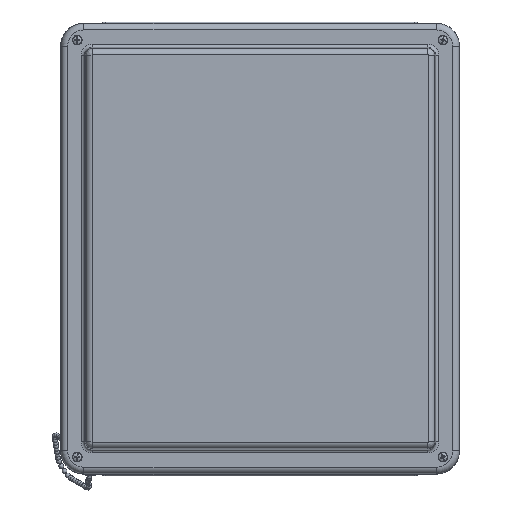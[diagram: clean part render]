
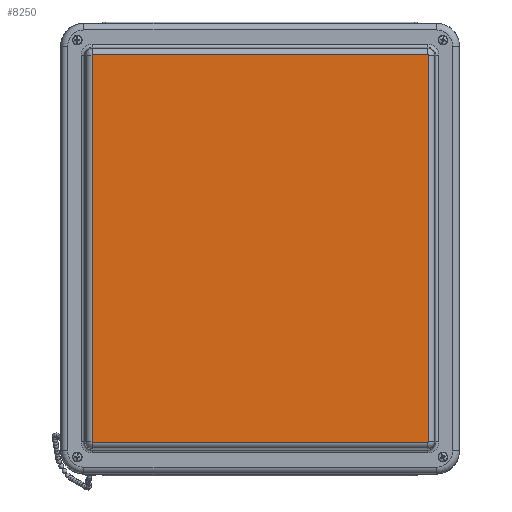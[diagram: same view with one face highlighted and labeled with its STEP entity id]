
A CAD part, top view. The second image highlights one B-rep face of the part: STEP entity #8250.
In plain terms, the highlighted planar face has unit normal (0, 0, 1).
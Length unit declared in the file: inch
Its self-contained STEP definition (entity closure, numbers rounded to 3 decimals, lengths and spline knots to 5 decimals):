
#665=LINE($,#15325,#1057);
#668=LINE($,#15332,#1060);
#669=LINE($,#15365,#1061);
#672=LINE($,#15372,#1064);
#1057=VECTOR($,#11234,14.945);
#1060=VECTOR($,#11241,12.96687);
#1061=VECTOR($,#11258,12.96687);
#1064=VECTOR($,#11265,14.945);
#1296=PLANE($,#9222);
#2148=FACE_OUTER_BOUND($,#2794,.T.);
#2794=EDGE_LOOP($,(#6867,#6868,#6869,#6870,#6871,#6872,#6873,#6874));
#3515=CIRCLE($,#9197,0.00892);
#3521=CIRCLE($,#9205,0.00892);
#3525=CIRCLE($,#9209,0.00892);
#3529=CIRCLE($,#9215,0.00892);
#4164=VERTEX_POINT($,#15314);
#4165=VERTEX_POINT($,#15316);
#4168=VERTEX_POINT($,#15323);
#4169=VERTEX_POINT($,#15328);
#4172=VERTEX_POINT($,#15343);
#4173=VERTEX_POINT($,#15356);
#4176=VERTEX_POINT($,#15363);
#4177=VERTEX_POINT($,#15368);
#5132=EDGE_CURVE($,#4164,#4165,#3515,.T.);
#5136=EDGE_CURVE($,#4168,#4164,#665,.T.);
#5140=EDGE_CURVE($,#4165,#4169,#668,.T.);
#5142=EDGE_CURVE($,#4172,#4168,#3521,.T.);
#5146=EDGE_CURVE($,#4169,#4173,#3525,.T.);
#5148=EDGE_CURVE($,#4176,#4172,#669,.T.);
#5152=EDGE_CURVE($,#4173,#4177,#672,.T.);
#5154=EDGE_CURVE($,#4177,#4176,#3529,.T.);
#6867=ORIENTED_EDGE($,*,*,#5132,.F.);
#6868=ORIENTED_EDGE($,*,*,#5136,.F.);
#6869=ORIENTED_EDGE($,*,*,#5142,.F.);
#6870=ORIENTED_EDGE($,*,*,#5148,.F.);
#6871=ORIENTED_EDGE($,*,*,#5154,.F.);
#6872=ORIENTED_EDGE($,*,*,#5152,.F.);
#6873=ORIENTED_EDGE($,*,*,#5146,.F.);
#6874=ORIENTED_EDGE($,*,*,#5140,.F.);
#8250=ADVANCED_FACE($,(#2148),#1296,.T.);
#9197=AXIS2_PLACEMENT_3D($,#15317,#11224,#11225);
#9205=AXIS2_PLACEMENT_3D($,#15345,#11244,#11245);
#9209=AXIS2_PLACEMENT_3D($,#15360,#11252,#11253);
#9215=AXIS2_PLACEMENT_3D($,#15383,#11268,#11269);
#9222=AXIS2_PLACEMENT_3D($,#15402,#11289,#11290);
#11224=DIRECTION('center_axis',(0.,0.,-1.));
#11225=DIRECTION('ref_axis',(0.707,-0.707,0.));
#11234=DIRECTION($,(0.,-1.,0.));
#11241=DIRECTION($,(-1.,0.,0.));
#11244=DIRECTION('center_axis',(0.,0.,-1.));
#11245=DIRECTION('ref_axis',(0.707,0.707,0.));
#11252=DIRECTION('center_axis',(0.,0.,-1.));
#11253=DIRECTION('ref_axis',(-0.707,-0.707,0.));
#11258=DIRECTION($,(1.,0.,0.));
#11265=DIRECTION($,(0.,1.,0.));
#11268=DIRECTION('center_axis',(0.,0.,-1.));
#11269=DIRECTION('ref_axis',(-0.707,0.707,0.));
#11289=DIRECTION('center_axis',(0.,0.,1.));
#11290=DIRECTION('ref_axis',(1.,0.,0.));
#15314=CARTESIAN_POINT('',(6.49235,-7.4725,2.245));
#15316=CARTESIAN_POINT('',(6.48344,-7.48142,2.245));
#15317=CARTESIAN_POINT('Origin',(6.48344,-7.4725,2.245));
#15323=CARTESIAN_POINT('',(6.49235,7.4725,2.245));
#15325=CARTESIAN_POINT($,(6.49235,7.4725,2.245));
#15328=CARTESIAN_POINT('',(-6.48344,-7.48142,2.245));
#15332=CARTESIAN_POINT($,(6.48344,-7.48142,2.245));
#15343=CARTESIAN_POINT('',(6.48344,7.48142,2.245));
#15345=CARTESIAN_POINT('Origin',(6.48344,7.4725,2.245));
#15356=CARTESIAN_POINT('',(-6.49235,-7.4725,2.245));
#15360=CARTESIAN_POINT('Origin',(-6.48344,-7.4725,2.245));
#15363=CARTESIAN_POINT('',(-6.48344,7.48142,2.245));
#15365=CARTESIAN_POINT($,(-6.48344,7.48142,2.245));
#15368=CARTESIAN_POINT('',(-6.49235,7.4725,2.245));
#15372=CARTESIAN_POINT($,(-6.49235,-7.4725,2.245));
#15383=CARTESIAN_POINT('Origin',(-6.48344,7.4725,2.245));
#15402=CARTESIAN_POINT('Origin',(0.,0.,2.245));
